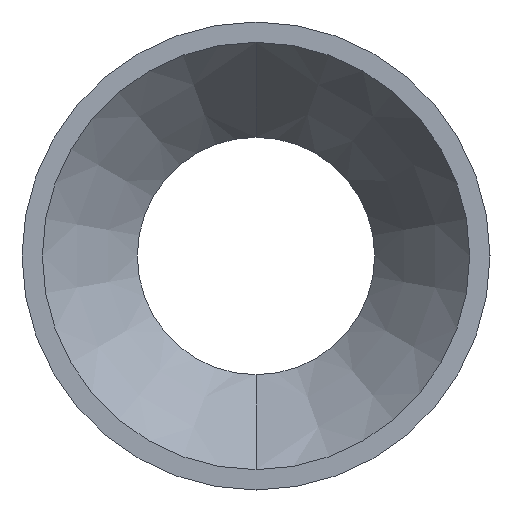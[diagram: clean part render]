
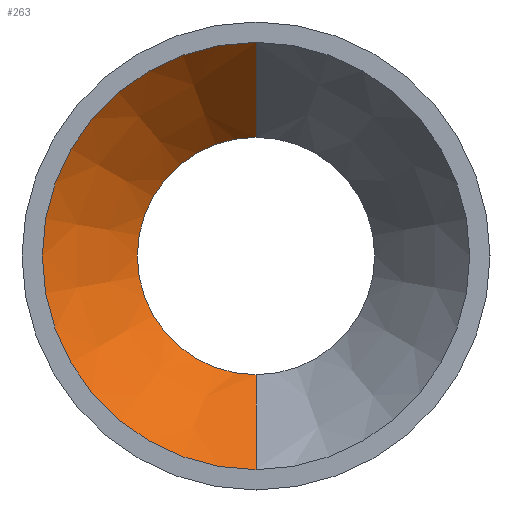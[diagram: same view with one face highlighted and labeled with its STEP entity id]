
A CAD part, front view. The second image highlights one B-rep face of the part: STEP entity #263.
In plain terms, the highlighted conical face has half-angle 36.87 degrees and reference radius 3.15 mm.
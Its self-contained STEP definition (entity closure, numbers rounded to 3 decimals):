
#21 = DIRECTION ( 'NONE',  ( 0., 0., 1. ) ) ;
#28 = CARTESIAN_POINT ( 'NONE',  ( 0., -7., 3.15 ) ) ;
#35 = DIRECTION ( 'NONE',  ( 0., -0.8, -0.6 ) ) ;
#43 = CARTESIAN_POINT ( 'NONE',  ( 0., -5.133, 1.75 ) ) ;
#57 = DIRECTION ( 'NONE',  ( 0., -0.8, 0.6 ) ) ;
#74 = DIRECTION ( 'NONE',  ( 0., 1., 0. ) ) ;
#76 = VECTOR ( 'NONE', #35, 1000. ) ;
#90 = AXIS2_PLACEMENT_3D ( 'NONE', #556, #274, #128 ) ;
#93 = EDGE_CURVE ( 'NONE', #438, #184, #500, .T. ) ;
#128 = DIRECTION ( 'NONE',  ( 0., 0., 1. ) ) ;
#149 = AXIS2_PLACEMENT_3D ( 'NONE', #276, #74, #21 ) ;
#168 = EDGE_CURVE ( 'NONE', #346, #297, #182, .T. ) ;
#182 = CIRCLE ( 'NONE', #90, 1.75 ) ;
#184 = VERTEX_POINT ( 'NONE', #28 ) ;
#197 = CARTESIAN_POINT ( 'NONE',  ( 0., -7., -3.15 ) ) ;
#205 = CARTESIAN_POINT ( 'NONE',  ( 0., -7., 3.15 ) ) ;
#213 = LINE ( 'NONE', #205, #572 ) ;
#221 = AXIS2_PLACEMENT_3D ( 'NONE', #560, #284, #617 ) ;
#247 = EDGE_CURVE ( 'NONE', #346, #438, #606, .T. ) ;
#263 = ADVANCED_FACE ( 'NONE', ( #432 ), #351, .F. ) ;
#274 = DIRECTION ( 'NONE',  ( 0., 1., 0. ) ) ;
#276 = CARTESIAN_POINT ( 'NONE',  ( 0., -7., 0. ) ) ;
#284 = DIRECTION ( 'NONE',  ( 0., -1., 0. ) ) ;
#297 = VERTEX_POINT ( 'NONE', #43 ) ;
#332 = CARTESIAN_POINT ( 'NONE',  ( 0., -5.133, -1.75 ) ) ;
#346 = VERTEX_POINT ( 'NONE', #332 ) ;
#351 = CONICAL_SURFACE ( 'NONE', #221, 3.15, 0.644 ) ;
#352 = ORIENTED_EDGE ( 'NONE', *, *, #168, .T. ) ;
#375 = ORIENTED_EDGE ( 'NONE', *, *, #247, .F. ) ;
#413 = ORIENTED_EDGE ( 'NONE', *, *, #93, .F. ) ;
#432 = FACE_OUTER_BOUND ( 'NONE', #457, .T. ) ;
#438 = VERTEX_POINT ( 'NONE', #197 ) ;
#457 = EDGE_LOOP ( 'NONE', ( #352, #495, #413, #375 ) ) ;
#491 = EDGE_CURVE ( 'NONE', #297, #184, #213, .T. ) ;
#495 = ORIENTED_EDGE ( 'NONE', *, *, #491, .T. ) ;
#500 = CIRCLE ( 'NONE', #149, 3.15 ) ;
#556 = CARTESIAN_POINT ( 'NONE',  ( 0., -5.133, 0. ) ) ;
#560 = CARTESIAN_POINT ( 'NONE',  ( 0., -7., 0. ) ) ;
#563 = CARTESIAN_POINT ( 'NONE',  ( 0., -7., -3.15 ) ) ;
#572 = VECTOR ( 'NONE', #57, 1000. ) ;
#606 = LINE ( 'NONE', #563, #76 ) ;
#617 = DIRECTION ( 'NONE',  ( 0., 0., -1. ) ) ;
